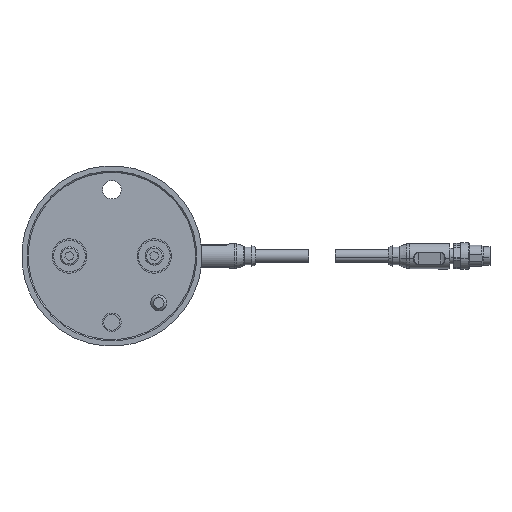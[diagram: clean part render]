
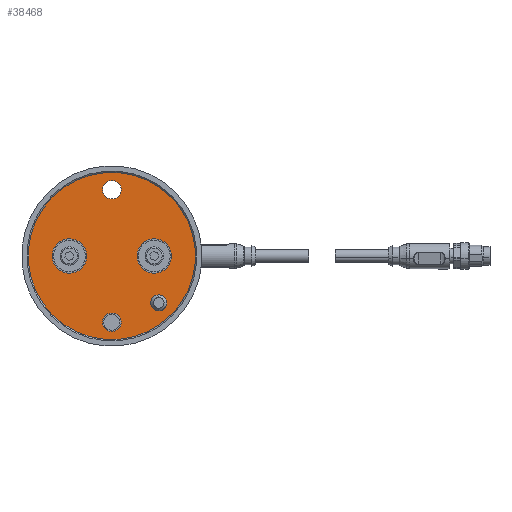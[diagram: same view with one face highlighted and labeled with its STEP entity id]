
A CAD part, front view. The second image highlights one B-rep face of the part: STEP entity #38468.
In plain terms, the highlighted face is planar.
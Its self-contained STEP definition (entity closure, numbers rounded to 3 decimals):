
#269 = CARTESIAN_POINT ( 'NONE',  ( 3., 0., 25. ) ) ;
#286 = EDGE_LOOP ( 'NONE', ( #48145, #4465 ) ) ;
#319 = AXIS2_PLACEMENT_3D ( 'NONE', #11834, #19810, #23382 ) ;
#744 = DIRECTION ( 'NONE',  ( -1., 0., 0. ) ) ;
#1207 = DIRECTION ( 'NONE',  ( 0., 0., 1. ) ) ;
#1212 = VERTEX_POINT ( 'NONE', #11447 ) ;
#1726 = DIRECTION ( 'NONE',  ( -1., 0., 0. ) ) ;
#2137 = ORIENTED_EDGE ( 'NONE', *, *, #33206, .T. ) ;
#2314 = CIRCLE ( 'NONE', #20397, 6.5 ) ;
#3949 = EDGE_CURVE ( 'NONE', #35593, #26396, #40896, .T. ) ;
#4065 = CARTESIAN_POINT ( 'NONE',  ( 3., 0., 28. ) ) ;
#4280 = DIRECTION ( 'NONE',  ( 0., 0., 1. ) ) ;
#4465 = ORIENTED_EDGE ( 'NONE', *, *, #30490, .T. ) ;
#5446 = CARTESIAN_POINT ( 'NONE',  ( 3., -17.678, 17.678 ) ) ;
#5463 = ORIENTED_EDGE ( 'NONE', *, *, #26658, .T. ) ;
#5483 = EDGE_LOOP ( 'NONE', ( #25605, #23784 ) ) ;
#6246 = FACE_BOUND ( 'NONE', #30827, .T. ) ;
#6415 = DIRECTION ( 'NONE',  ( 0., 0., 1. ) ) ;
#6450 = VERTEX_POINT ( 'NONE', #4065 ) ;
#6607 = DIRECTION ( 'NONE',  ( -1., 0., 0. ) ) ;
#7238 = VERTEX_POINT ( 'NONE', #12590 ) ;
#7444 = VERTEX_POINT ( 'NONE', #17485 ) ;
#7612 = EDGE_CURVE ( 'NONE', #37449, #29857, #32844, .T. ) ;
#7725 = DIRECTION ( 'NONE',  ( 0., 0., 1. ) ) ;
#8065 = CARTESIAN_POINT ( 'NONE',  ( 3., 0., 0. ) ) ;
#8451 = DIRECTION ( 'NONE',  ( 0., 0., 1. ) ) ;
#8933 = AXIS2_PLACEMENT_3D ( 'NONE', #5446, #1726, #35060 ) ;
#10349 = CARTESIAN_POINT ( 'NONE',  ( 3., 11.314, 11.314 ) ) ;
#10406 = DIRECTION ( 'NONE',  ( 0., 0., 1. ) ) ;
#11029 = CIRCLE ( 'NONE', #26469, 6.5 ) ;
#11403 = EDGE_LOOP ( 'NONE', ( #27066, #40030 ) ) ;
#11413 = AXIS2_PLACEMENT_3D ( 'NONE', #19390, #18912, #22791 ) ;
#11447 = CARTESIAN_POINT ( 'NONE',  ( 3., 0., 31.535 ) ) ;
#11834 = CARTESIAN_POINT ( 'NONE',  ( 3., 17.678, -17.678 ) ) ;
#11892 = CARTESIAN_POINT ( 'NONE',  ( 3., -11.314, -11.314 ) ) ;
#12590 = CARTESIAN_POINT ( 'NONE',  ( 3., 0., 22. ) ) ;
#12940 = AXIS2_PLACEMENT_3D ( 'NONE', #27088, #31110, #46358 ) ;
#13480 = DIRECTION ( 'NONE',  ( -1., 0., 0. ) ) ;
#13772 = CARTESIAN_POINT ( 'NONE',  ( 3., -11.314, -4.814 ) ) ;
#13859 = CIRCLE ( 'NONE', #20962, 3.5 ) ;
#14268 = CARTESIAN_POINT ( 'NONE',  ( 3., -11.314, -17.814 ) ) ;
#14666 = AXIS2_PLACEMENT_3D ( 'NONE', #11892, #30263, #8451 ) ;
#16031 = VERTEX_POINT ( 'NONE', #18141 ) ;
#16562 = CIRCLE ( 'NONE', #39075, 31.535 ) ;
#17079 = EDGE_CURVE ( 'NONE', #29857, #37449, #2314, .T. ) ;
#17485 = CARTESIAN_POINT ( 'NONE',  ( 3., 0., -31.535 ) ) ;
#17886 = DIRECTION ( 'NONE',  ( -1., 0., 0. ) ) ;
#18141 = CARTESIAN_POINT ( 'NONE',  ( 3., 17.678, -21.178 ) ) ;
#18342 = CIRCLE ( 'NONE', #28726, 3.5 ) ;
#18912 = DIRECTION ( 'NONE',  ( -1., 0., 0. ) ) ;
#19162 = DIRECTION ( 'NONE',  ( 1., 0., 0. ) ) ;
#19390 = CARTESIAN_POINT ( 'NONE',  ( 3., 11.314, 11.314 ) ) ;
#19446 = VERTEX_POINT ( 'NONE', #22020 ) ;
#19575 = EDGE_LOOP ( 'NONE', ( #2137, #5463 ) ) ;
#19810 = DIRECTION ( 'NONE',  ( 1., 0., 0. ) ) ;
#19953 = CARTESIAN_POINT ( 'NONE',  ( 3., 11.314, 4.814 ) ) ;
#20397 = AXIS2_PLACEMENT_3D ( 'NONE', #10349, #32926, #6415 ) ;
#20591 = CARTESIAN_POINT ( 'NONE',  ( 3., 17.678, -17.678 ) ) ;
#20962 = AXIS2_PLACEMENT_3D ( 'NONE', #28582, #17886, #43476 ) ;
#21833 = EDGE_LOOP ( 'NONE', ( #30813, #44199 ) ) ;
#22020 = CARTESIAN_POINT ( 'NONE',  ( 3., 17.678, -14.178 ) ) ;
#22468 = CIRCLE ( 'NONE', #30847, 3. ) ;
#22791 = DIRECTION ( 'NONE',  ( 0., 0., 1. ) ) ;
#23382 = DIRECTION ( 'NONE',  ( 0., 0., 1. ) ) ;
#23784 = ORIENTED_EDGE ( 'NONE', *, *, #7612, .F. ) ;
#24370 = CARTESIAN_POINT ( 'NONE',  ( 3., -11.314, -11.314 ) ) ;
#25605 = ORIENTED_EDGE ( 'NONE', *, *, #17079, .F. ) ;
#25740 = CARTESIAN_POINT ( 'NONE',  ( 3., 11.314, 17.814 ) ) ;
#26354 = CARTESIAN_POINT ( 'NONE',  ( 3., -17.678, 21.178 ) ) ;
#26396 = VERTEX_POINT ( 'NONE', #13772 ) ;
#26469 = AXIS2_PLACEMENT_3D ( 'NONE', #24370, #13480, #39485 ) ;
#26658 = EDGE_CURVE ( 'NONE', #7444, #1212, #16562, .T. ) ;
#26683 = AXIS2_PLACEMENT_3D ( 'NONE', #28452, #6607, #10406 ) ;
#27066 = ORIENTED_EDGE ( 'NONE', *, *, #35740, .T. ) ;
#27088 = CARTESIAN_POINT ( 'NONE',  ( 3., 0., 25. ) ) ;
#27845 = CIRCLE ( 'NONE', #8933, 3.5 ) ;
#27850 = FACE_BOUND ( 'NONE', #11403, .T. ) ;
#28452 = CARTESIAN_POINT ( 'NONE',  ( 3., 0., 0. ) ) ;
#28471 = CIRCLE ( 'NONE', #12940, 3. ) ;
#28551 = EDGE_CURVE ( 'NONE', #29519, #28678, #27845, .T. ) ;
#28582 = CARTESIAN_POINT ( 'NONE',  ( 3., -17.678, 17.678 ) ) ;
#28678 = VERTEX_POINT ( 'NONE', #31954 ) ;
#28726 = AXIS2_PLACEMENT_3D ( 'NONE', #20591, #35664, #42476 ) ;
#29519 = VERTEX_POINT ( 'NONE', #26354 ) ;
#29566 = FACE_BOUND ( 'NONE', #286, .T. ) ;
#29857 = VERTEX_POINT ( 'NONE', #25740 ) ;
#30263 = DIRECTION ( 'NONE',  ( -1., 0., 0. ) ) ;
#30490 = EDGE_CURVE ( 'NONE', #16031, #19446, #41795, .T. ) ;
#30813 = ORIENTED_EDGE ( 'NONE', *, *, #34791, .F. ) ;
#30827 = EDGE_LOOP ( 'NONE', ( #42823, #46424 ) ) ;
#30847 = AXIS2_PLACEMENT_3D ( 'NONE', #269, #19162, #4280 ) ;
#31110 = DIRECTION ( 'NONE',  ( 1., 0., 0. ) ) ;
#31954 = CARTESIAN_POINT ( 'NONE',  ( 3., -17.678, 14.178 ) ) ;
#32844 = CIRCLE ( 'NONE', #11413, 6.5 ) ;
#32926 = DIRECTION ( 'NONE',  ( -1., 0., 0. ) ) ;
#33206 = EDGE_CURVE ( 'NONE', #1212, #7444, #42126, .T. ) ;
#34791 = EDGE_CURVE ( 'NONE', #26396, #35593, #11029, .T. ) ;
#35060 = DIRECTION ( 'NONE',  ( 0., 0., 1. ) ) ;
#35593 = VERTEX_POINT ( 'NONE', #14268 ) ;
#35664 = DIRECTION ( 'NONE',  ( 1., 0., 0. ) ) ;
#35740 = EDGE_CURVE ( 'NONE', #7238, #6450, #22468, .T. ) ;
#35977 = EDGE_CURVE ( 'NONE', #19446, #16031, #18342, .T. ) ;
#36538 = FACE_BOUND ( 'NONE', #5483, .T. ) ;
#37282 = AXIS2_PLACEMENT_3D ( 'NONE', #8065, #744, #7725 ) ;
#37411 = EDGE_CURVE ( 'NONE', #6450, #7238, #28471, .T. ) ;
#37449 = VERTEX_POINT ( 'NONE', #19953 ) ;
#37729 = FACE_BOUND ( 'NONE', #21833, .T. ) ;
#38468 = ADVANCED_FACE ( 'NONE', ( #29566, #36538, #37729, #43456, #27850, #6246 ), #45236, .T. ) ;
#39075 = AXIS2_PLACEMENT_3D ( 'NONE', #42623, #46336, #1207 ) ;
#39485 = DIRECTION ( 'NONE',  ( 0., 0., 1. ) ) ;
#40030 = ORIENTED_EDGE ( 'NONE', *, *, #37411, .T. ) ;
#40896 = CIRCLE ( 'NONE', #14666, 6.5 ) ;
#41795 = CIRCLE ( 'NONE', #319, 3.5 ) ;
#42126 = CIRCLE ( 'NONE', #26683, 31.535 ) ;
#42476 = DIRECTION ( 'NONE',  ( 0., 0., 1. ) ) ;
#42623 = CARTESIAN_POINT ( 'NONE',  ( 3., 0., 0. ) ) ;
#42699 = EDGE_CURVE ( 'NONE', #28678, #29519, #13859, .T. ) ;
#42823 = ORIENTED_EDGE ( 'NONE', *, *, #28551, .F. ) ;
#43456 = FACE_OUTER_BOUND ( 'NONE', #19575, .T. ) ;
#43476 = DIRECTION ( 'NONE',  ( 0., 0., 1. ) ) ;
#44199 = ORIENTED_EDGE ( 'NONE', *, *, #3949, .F. ) ;
#45236 = PLANE ( 'NONE',  #37282 ) ;
#46336 = DIRECTION ( 'NONE',  ( -1., 0., 0. ) ) ;
#46358 = DIRECTION ( 'NONE',  ( 0., 0., 1. ) ) ;
#46424 = ORIENTED_EDGE ( 'NONE', *, *, #42699, .F. ) ;
#48145 = ORIENTED_EDGE ( 'NONE', *, *, #35977, .T. ) ;
